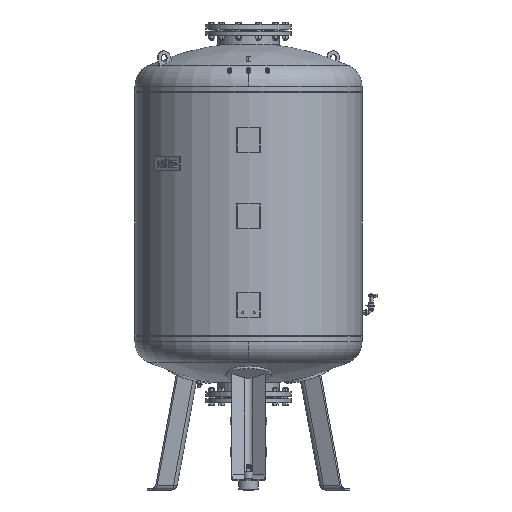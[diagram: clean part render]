
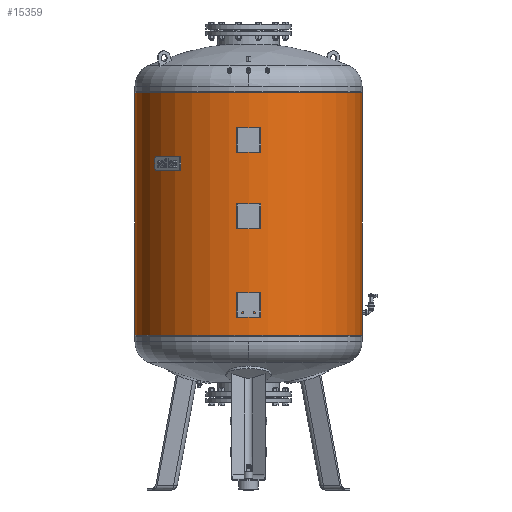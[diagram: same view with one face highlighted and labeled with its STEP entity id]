
A CAD part, front view. The second image highlights one B-rep face of the part: STEP entity #15359.
In plain terms, the highlighted cylindrical face has radius 500 mm (diameter 1000 mm), a partial arc.
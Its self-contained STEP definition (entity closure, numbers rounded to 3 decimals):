
#15318=CARTESIAN_POINT('',(0.,0.0,1482.25));
#15319=DIRECTION('',(0.,0.0,1.0));
#15320=DIRECTION('',(1.0,0.0,0.0));
#15321=AXIS2_PLACEMENT_3D('',#15318,#15319,#15320);
#15322=CYLINDRICAL_SURFACE('',#15321,500.);
#15323=CARTESIAN_POINT('',(500.,0.0,1749.5));
#15324=VERTEX_POINT('',#15323);
#15325=CARTESIAN_POINT('',(500.,0.0,680.5));
#15326=VERTEX_POINT('',#15325);
#15327=CARTESIAN_POINT('',(500.,0.0,1749.5));
#15328=DIRECTION('',(0.0,0.0,-1.0));
#15329=VECTOR('',#15328,1069.0);
#15330=LINE('',#15327,#15329);
#15331=EDGE_CURVE('',#15324,#15326,#15330,.T.);
#15332=ORIENTED_EDGE('',*,*,#15331,.F.);
#15333=CARTESIAN_POINT('',(-500.,0.,1749.5));
#15334=VERTEX_POINT('',#15333);
#15335=CARTESIAN_POINT('',(0.,0.0,1749.5));
#15336=DIRECTION('',(0.0,0.0,1.0));
#15337=DIRECTION('',(1.0,0.0,0.0));
#15338=AXIS2_PLACEMENT_3D('',#15335,#15336,#15337);
#15339=CIRCLE('',#15338,500.);
#15340=EDGE_CURVE('',#15334,#15324,#15339,.T.);
#15341=ORIENTED_EDGE('',*,*,#15340,.F.);
#15342=CARTESIAN_POINT('',(-500.,0.,680.5));
#15343=VERTEX_POINT('',#15342);
#15344=CARTESIAN_POINT('',(-500.,0.,1749.5));
#15345=DIRECTION('',(0.0,0.0,-1.0));
#15346=VECTOR('',#15345,1069.0);
#15347=LINE('',#15344,#15346);
#15348=EDGE_CURVE('',#15334,#15343,#15347,.T.);
#15349=ORIENTED_EDGE('',*,*,#15348,.T.);
#15350=CARTESIAN_POINT('',(0.,0.0,680.5));
#15351=DIRECTION('',(0.0,0.0,1.0));
#15352=DIRECTION('',(1.0,0.0,0.0));
#15353=AXIS2_PLACEMENT_3D('',#15350,#15351,#15352);
#15354=CIRCLE('',#15353,500.);
#15355=EDGE_CURVE('',#15343,#15326,#15354,.T.);
#15356=ORIENTED_EDGE('',*,*,#15355,.T.);
#15357=EDGE_LOOP('',(#15332,#15341,#15349,#15356));
#15358=FACE_OUTER_BOUND('',#15357,.T.);
#15359=ADVANCED_FACE('',(#15358),#15322,.T.);
